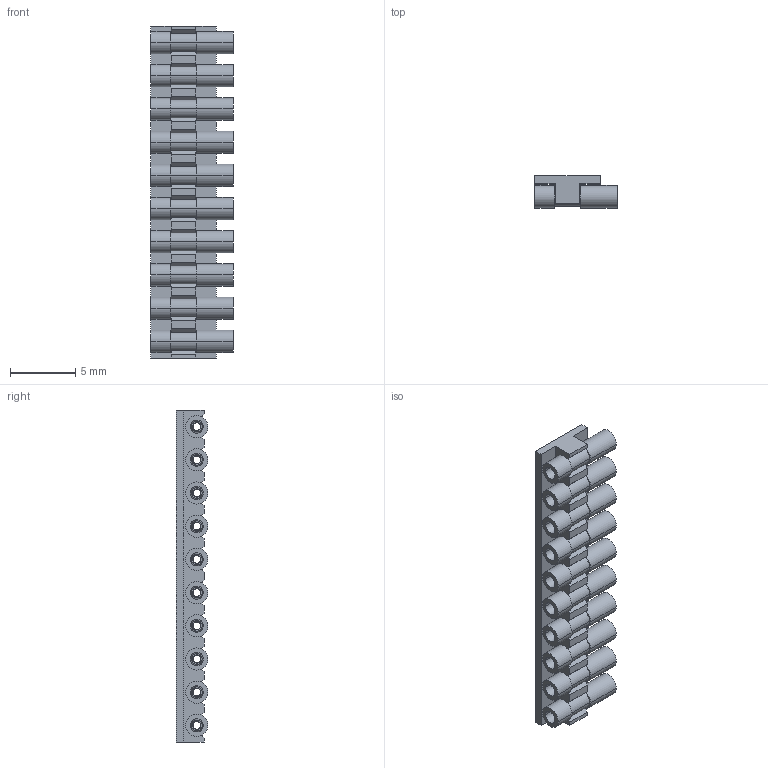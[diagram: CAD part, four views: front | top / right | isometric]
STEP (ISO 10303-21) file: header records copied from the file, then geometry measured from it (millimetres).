
FILE_DESCRIPTION(('STEP AP242'),'1');
FILE_NAME('pcb_connector_8fm-38-0010-02-146.stp','2020-06-10T16:57:06',('TraceParts'),('TraceParts S.A.'),'Spatial InterOp 3D',' ',' ');
FILE_SCHEMA(('AP242_MANAGED_MODEL_BASED_3D_ENGINEERING_MIM_LF {1 0 10303 442 1 1 4}'));
Length unit declared in the file: millimetre
Products named in the file (1): pcb_connector_8fm-38-0010-02-146_1
Bounding box: 6.3 x 2.44 x 25.4 mm (x, y, z)
Volume: 195.1 mm3; surface area: 1044.9 mm2
Topology: 11 solids, 11 shells, 370 faces, 844 edges, 516 vertices
Faces by surface type: cylinder 150, cone 100, plane 80, torus 40
Entity records: 13524 total; most frequent: DIRECTION 2086, CARTESIAN_POINT 1741, ORIENTED_EDGE 1688, AXIS2_PLACEMENT_3D 861, EDGE_CURVE 844, VERTEX_POINT 516, CIRCLE 480, EDGE_LOOP 410
